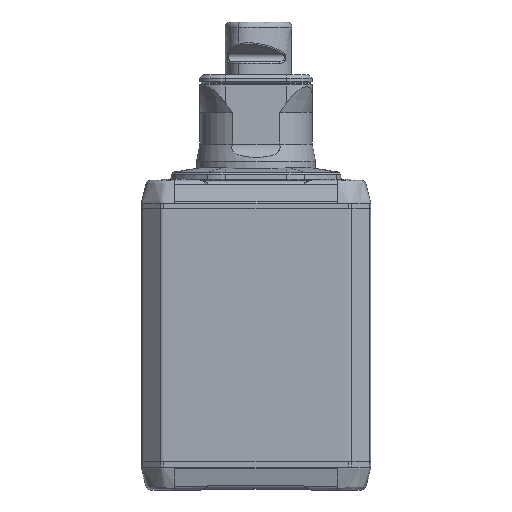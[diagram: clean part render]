
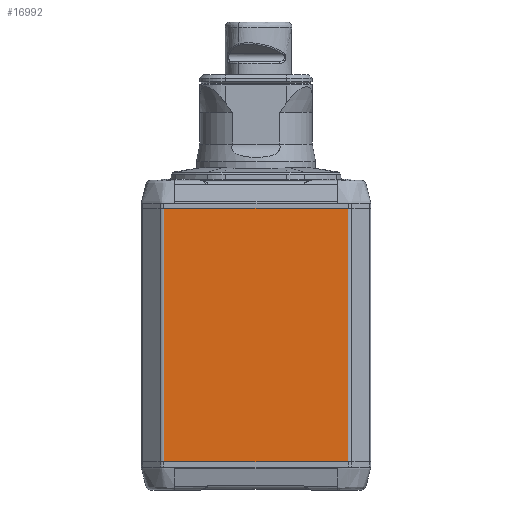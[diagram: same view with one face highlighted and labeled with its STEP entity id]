
A CAD part, left-side view. The second image highlights one B-rep face of the part: STEP entity #16992.
In plain terms, the highlighted planar face has unit normal (-1, 0, 0).
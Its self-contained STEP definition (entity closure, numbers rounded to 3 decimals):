
#1247=PLANE('',#18737);
#2155=FACE_OUTER_BOUND('',#3327,.T.);
#3327=EDGE_LOOP('',(#13919,#13920,#13921,#13922,#13923));
#4025=LINE('',#27267,#5002);
#4439=LINE('',#32525,#5416);
#4441=LINE('',#32529,#5418);
#4442=LINE('',#32530,#5419);
#5002=VECTOR('',#20398,10.);
#5416=VECTOR('',#22710,10.);
#5418=VECTOR('',#22714,10.);
#5419=VECTOR('',#22715,10.);
#6351=CIRCLE('',#18738,3.);
#7138=VERTEX_POINT('',#27256);
#7142=VERTEX_POINT('',#27266);
#7706=VERTEX_POINT('',#32469);
#7727=VERTEX_POINT('',#32524);
#7728=VERTEX_POINT('',#32528);
#8768=EDGE_CURVE('',#7138,#7142,#4025,.F.);
#9848=EDGE_CURVE('',#7727,#7142,#4439,.T.);
#9850=EDGE_CURVE('',#7727,#7728,#4441,.T.);
#9851=EDGE_CURVE('',#7706,#7138,#4442,.T.);
#9852=EDGE_CURVE('',#7728,#7706,#6351,.T.);
#13919=ORIENTED_EDGE('',*,*,#9850,.F.);
#13920=ORIENTED_EDGE('',*,*,#9848,.T.);
#13921=ORIENTED_EDGE('',*,*,#8768,.F.);
#13922=ORIENTED_EDGE('',*,*,#9851,.F.);
#13923=ORIENTED_EDGE('',*,*,#9852,.F.);
#16992=ADVANCED_FACE('',(#2155),#1247,.T.);
#18737=AXIS2_PLACEMENT_3D('',#32527,#22712,#22713);
#18738=AXIS2_PLACEMENT_3D('',#32531,#22716,#22717);
#20398=DIRECTION('',(0.,-1.,0.));
#22710=DIRECTION('',(0.,0.,-1.));
#22712=DIRECTION('center_axis',(-1.,0.,0.));
#22713=DIRECTION('ref_axis',(0.,1.,0.));
#22714=DIRECTION('',(0.,-1.,0.));
#22715=DIRECTION('',(0.,0.,-1.));
#22716=DIRECTION('center_axis',(0.,0.,1.));
#22717=DIRECTION('ref_axis',(-1.,0.,0.));
#27256=CARTESIAN_POINT('',(-67.5,-54.257,-49.));
#27266=CARTESIAN_POINT('',(-67.5,54.257,-49.));
#27267=CARTESIAN_POINT('',(-67.5,-27.129,-49.));
#32469=CARTESIAN_POINT('',(-67.5,-54.257,100.));
#32524=CARTESIAN_POINT('',(-67.5,54.257,100.));
#32525=CARTESIAN_POINT('',(-67.5,54.257,100.));
#32527=CARTESIAN_POINT('Origin',(-67.5,-54.257,100.));
#32528=CARTESIAN_POINT('',(-67.5,-54.256,100.));
#32529=CARTESIAN_POINT('',(-67.5,54.258,100.));
#32530=CARTESIAN_POINT('',(-67.5,-54.257,100.));
#32531=CARTESIAN_POINT('Origin',(-64.5,-54.256,100.));
